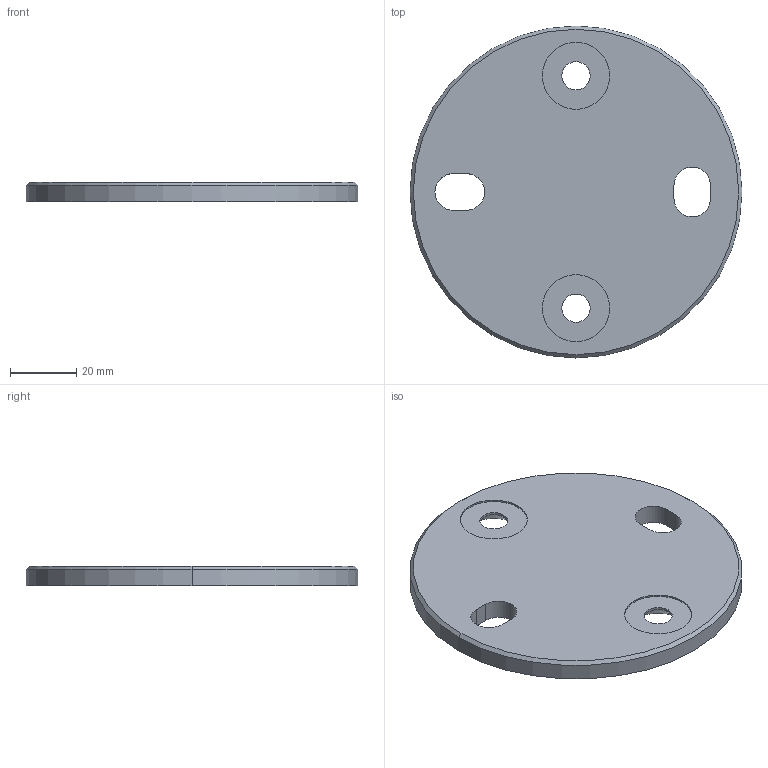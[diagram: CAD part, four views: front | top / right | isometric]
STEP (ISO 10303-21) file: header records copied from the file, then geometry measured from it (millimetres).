
FILE_DESCRIPTION (( 'STEP AP203' ), '1' );
FILE_NAME ('50132-240-PL.STEP', '2019-06-17T11:00:40', ( '' ), ( '' ), 'SwSTEP 2.0', 'SolidWorks 2015', '' );
FILE_SCHEMA (( 'CONFIG_CONTROL_DESIGN' ));
Length unit declared in the file: millimetre
Products named in the file (1): 50132-240-PL
Bounding box: 100 x 100 x 6 mm (x, y, z)
Volume: 43527.2 mm3; surface area: 17413.1 mm2
Topology: 1 solids, 1 shells, 278 faces, 735 edges, 488 vertices
Faces by surface type: plane 151, bspline 106, cylinder 15, cone 6
Entity records: 14512 total; most frequent: CARTESIAN_POINT 8216, ORIENTED_EDGE 1470, DIRECTION 905, EDGE_CURVE 735, VERTEX_POINT 488, VECTOR 487, LINE 487, EDGE_LOOP 315
